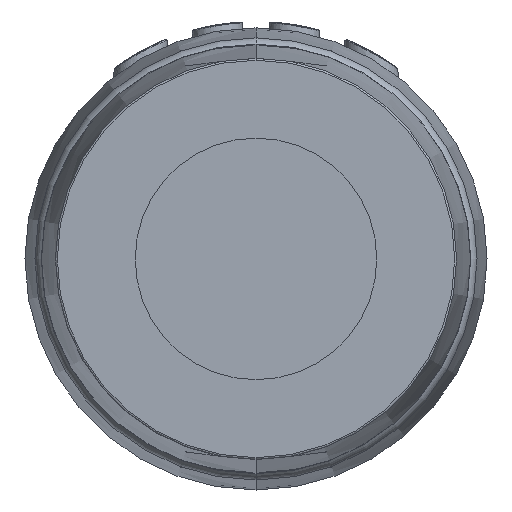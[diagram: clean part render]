
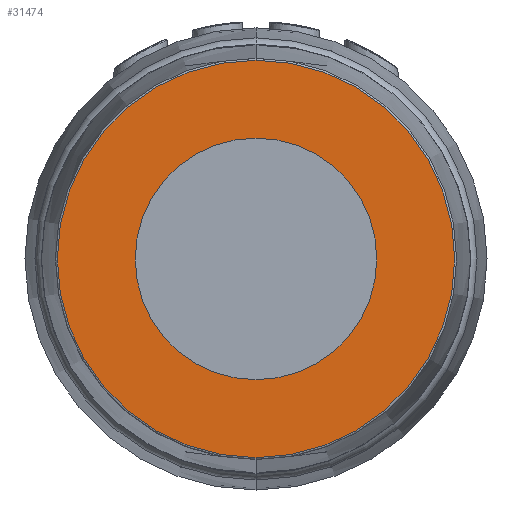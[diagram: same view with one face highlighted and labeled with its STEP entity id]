
A CAD part, front view. The second image highlights one B-rep face of the part: STEP entity #31474.
In plain terms, the highlighted planar face has unit normal (0, -1, 0).
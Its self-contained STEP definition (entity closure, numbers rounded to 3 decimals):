
#52 = EDGE_LOOP ( 'NONE', ( #38861, #21950 ) ) ;
#313 = EDGE_LOOP ( 'NONE', ( #34618, #4704 ) ) ;
#4704 = ORIENTED_EDGE ( 'NONE', *, *, #15673, .F. ) ;
#5015 = AXIS2_PLACEMENT_3D ( 'NONE', #29110, #43957, #10711 ) ;
#5173 = FACE_OUTER_BOUND ( 'NONE', #52, .T. ) ;
#6251 = DIRECTION ( 'NONE',  ( 0., -1., 0. ) ) ;
#6899 = VERTEX_POINT ( 'NONE', #36803 ) ;
#8238 = EDGE_CURVE ( 'NONE', #6899, #18838, #22077, .T. ) ;
#8930 = DIRECTION ( 'NONE',  ( 0., 0., -1. ) ) ;
#9692 = AXIS2_PLACEMENT_3D ( 'NONE', #12917, #27663, #42519 ) ;
#10711 = DIRECTION ( 'NONE',  ( 0., 0., -1. ) ) ;
#11422 = CIRCLE ( 'NONE', #44749, 6.325 ) ;
#11999 = CARTESIAN_POINT ( 'NONE',  ( 0., 0., 0. ) ) ;
#12917 = CARTESIAN_POINT ( 'NONE',  ( -10.404, 0., 0. ) ) ;
#13649 = EDGE_CURVE ( 'NONE', #36687, #39122, #33538, .T. ) ;
#13831 = AXIS2_PLACEMENT_3D ( 'NONE', #11999, #26734, #41565 ) ;
#15673 = EDGE_CURVE ( 'NONE', #18838, #6899, #11422, .T. ) ;
#18838 = VERTEX_POINT ( 'NONE', #38933 ) ;
#20002 = PLANE ( 'NONE',  #9692 ) ;
#21056 = DIRECTION ( 'NONE',  ( 0., 0., -1. ) ) ;
#21950 = ORIENTED_EDGE ( 'NONE', *, *, #25196, .T. ) ;
#21998 = AXIS2_PLACEMENT_3D ( 'NONE', #39438, #6251, #21056 ) ;
#22077 = CIRCLE ( 'NONE', #5015, 6.325 ) ;
#25196 = EDGE_CURVE ( 'NONE', #39122, #36687, #47176, .T. ) ;
#26734 = DIRECTION ( 'NONE',  ( 0., -1., 0. ) ) ;
#27342 = CARTESIAN_POINT ( 'NONE',  ( 0., 0., 0. ) ) ;
#27663 = DIRECTION ( 'NONE',  ( 0., 1., 0. ) ) ;
#29110 = CARTESIAN_POINT ( 'NONE',  ( 0., 0., 0. ) ) ;
#31474 = ADVANCED_FACE ( 'NONE', ( #38359, #5173 ), #20002, .F. ) ;
#33538 = CIRCLE ( 'NONE', #21998, 10.404 ) ;
#34045 = CARTESIAN_POINT ( 'NONE',  ( 0., 0., 10.404 ) ) ;
#34618 = ORIENTED_EDGE ( 'NONE', *, *, #8238, .F. ) ;
#36687 = VERTEX_POINT ( 'NONE', #46577 ) ;
#36803 = CARTESIAN_POINT ( 'NONE',  ( 0., 0., -6.325 ) ) ;
#38359 = FACE_BOUND ( 'NONE', #313, .T. ) ;
#38861 = ORIENTED_EDGE ( 'NONE', *, *, #13649, .T. ) ;
#38933 = CARTESIAN_POINT ( 'NONE',  ( 0., 0., 6.325 ) ) ;
#39122 = VERTEX_POINT ( 'NONE', #34045 ) ;
#39438 = CARTESIAN_POINT ( 'NONE',  ( 0., 0., 0. ) ) ;
#41565 = DIRECTION ( 'NONE',  ( 0., 0., -1. ) ) ;
#42173 = DIRECTION ( 'NONE',  ( 0., -1., 0. ) ) ;
#42519 = DIRECTION ( 'NONE',  ( 0., 0., 1. ) ) ;
#43957 = DIRECTION ( 'NONE',  ( 0., -1., 0. ) ) ;
#44749 = AXIS2_PLACEMENT_3D ( 'NONE', #27342, #42173, #8930 ) ;
#46577 = CARTESIAN_POINT ( 'NONE',  ( 0., 0., -10.404 ) ) ;
#47176 = CIRCLE ( 'NONE', #13831, 10.404 ) ;
